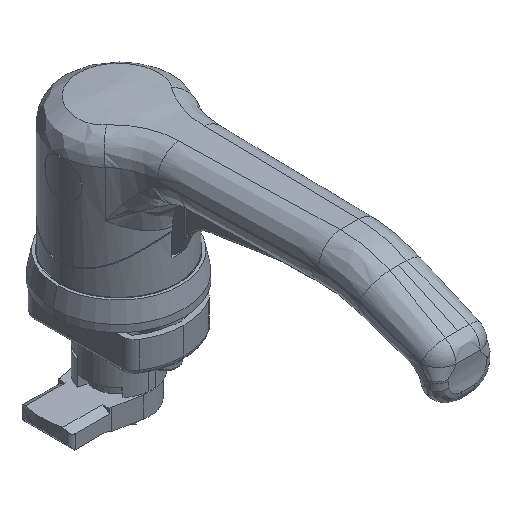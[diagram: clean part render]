
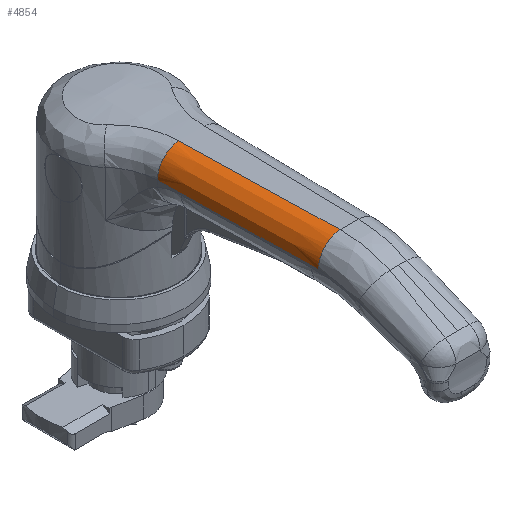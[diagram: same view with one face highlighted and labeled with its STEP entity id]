
A CAD part, isometric view. The second image highlights one B-rep face of the part: STEP entity #4854.
In plain terms, the highlighted free-form (B-spline) face has degree [2, 3] with [3, 4] control points.
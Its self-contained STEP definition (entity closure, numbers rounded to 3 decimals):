
#745 = CARTESIAN_POINT ( 'NONE',  ( -4.965, -53.747, 19.847 ) ) ;
#1099 = B_SPLINE_CURVE_WITH_KNOTS ( 'NONE', 3,
 ( #13237, #15305, #15387, #11377 ),
 .UNSPECIFIED., .F., .F.,
 ( 4, 4 ),
 ( 0., 1. ),
 .UNSPECIFIED. ) ;
#2970 = B_SPLINE_CURVE_WITH_KNOTS ( 'NONE', 3,
 ( #21085, #25279, #10601, #8813 ),
 .UNSPECIFIED., .F., .F.,
 ( 4, 4 ),
 ( 0., 1. ),
 .UNSPECIFIED. ) ;
#3287 = CARTESIAN_POINT ( 'NONE',  ( -14.342, -53.941, 9.866 ) ) ;
#3352 = ORIENTED_EDGE ( 'NONE', *, *, #20774, .F. ) ;
#3840 = EDGE_LOOP ( 'NONE', ( #22262, #3352, #19433, #19684 ) ) ;
#4854 = ADVANCED_FACE ( 'NONE', ( #6857 ), #14230, .T. ) ;
#5164 = CARTESIAN_POINT ( 'NONE',  ( -14.78, -31.36, 9.836 ) ) ;
#5324 = CARTESIAN_POINT ( 'NONE',  ( -13.467, -99.092, 19.43 ) ) ;
#5774 =( BOUNDED_CURVE ( )  B_SPLINE_CURVE ( 2, ( #26325, #7653, #8244 ),
 .UNSPECIFIED., .F., .T. ) 
 B_SPLINE_CURVE_WITH_KNOTS ( ( 3, 3 ),
 ( 0., 1. ),
 .UNSPECIFIED. ) 
 CURVE ( )  GEOMETRIC_REPRESENTATION_ITEM ( )  RATIONAL_B_SPLINE_CURVE ( ( 1., 0.731, 1. ) ) 
 REPRESENTATION_ITEM ( '' )  );
#6857 = FACE_OUTER_BOUND ( 'NONE', #3840, .T. ) ;
#7653 = CARTESIAN_POINT ( 'NONE',  ( -14.78, -31.348, 19.175 ) ) ;
#7774 = CARTESIAN_POINT ( 'NONE',  ( -3.965, -98.907, 19.902 ) ) ;
#8244 = CARTESIAN_POINT ( 'NONE',  ( -14.78, -31.36, 9.836 ) ) ;
#8813 = CARTESIAN_POINT ( 'NONE',  ( -14.78, -31.36, 9.836 ) ) ;
#8855 =( BOUNDED_CURVE ( )  B_SPLINE_CURVE ( 2, ( #7774, #11938, #9794 ),
 .UNSPECIFIED., .F., .F. ) 
 B_SPLINE_CURVE_WITH_KNOTS ( ( 3, 3 ),
 ( 0., 1. ),
 .UNSPECIFIED. ) 
 CURVE ( )  GEOMETRIC_REPRESENTATION_ITEM ( )  RATIONAL_B_SPLINE_CURVE ( ( 1., 0.724, 1. ) ) 
 REPRESENTATION_ITEM ( '' )  );
#8872 = VERTEX_POINT ( 'NONE', #17625 ) ;
#9794 = CARTESIAN_POINT ( 'NONE',  ( -13.467, -99.101, 9.914 ) ) ;
#10580 = CARTESIAN_POINT ( 'NONE',  ( -4.465, -76.327, 19.877 ) ) ;
#10601 = CARTESIAN_POINT ( 'NONE',  ( -14.342, -53.941, 9.862 ) ) ;
#11019 = CARTESIAN_POINT ( 'NONE',  ( -3.965, -98.907, 19.902 ) ) ;
#11377 = CARTESIAN_POINT ( 'NONE',  ( -3.965, -98.907, 19.902 ) ) ;
#11938 = CARTESIAN_POINT ( 'NONE',  ( -13.467, -99.092, 19.43 ) ) ;
#13145 = CARTESIAN_POINT ( 'NONE',  ( -14.78, -31.348, 19.175 ) ) ;
#13237 = CARTESIAN_POINT ( 'NONE',  ( -5.465, -31.167, 19.813 ) ) ;
#13375 = VERTEX_POINT ( 'NONE', #14840 ) ;
#13491 = CARTESIAN_POINT ( 'NONE',  ( -13.467, -99.101, 9.914 ) ) ;
#14230 =( BOUNDED_SURFACE ( )  B_SPLINE_SURFACE ( 2, 3, ( 
 ( #24506, #745, #10580, #11019 ),
 ( #13145, #15558, #21509, #5324 ),
 ( #5164, #3287, #23546, #13491 ) ),
 .UNSPECIFIED., .F., .F., .F. ) 
 B_SPLINE_SURFACE_WITH_KNOTS ( ( 3, 3 ),
 ( 4, 4 ),
 ( 0., 1. ),
 ( 0.011, 0.079 ),
 .UNSPECIFIED. ) 
 GEOMETRIC_REPRESENTATION_ITEM ( )  RATIONAL_B_SPLINE_SURFACE ( (
 ( 1., 1., 1., 1.),
 ( 0.731, 0.729, 0.727, 0.724),
 ( 1., 1., 1., 1.) ) ) 
 REPRESENTATION_ITEM ( '' )  SURFACE ( )  );
#14840 = CARTESIAN_POINT ( 'NONE',  ( -13.467, -99.101, 9.914 ) ) ;
#15305 = CARTESIAN_POINT ( 'NONE',  ( -4.965, -53.747, 19.847 ) ) ;
#15387 = CARTESIAN_POINT ( 'NONE',  ( -4.465, -76.327, 19.877 ) ) ;
#15558 = CARTESIAN_POINT ( 'NONE',  ( -14.341, -53.995, 19.264 ) ) ;
#16215 = VERTEX_POINT ( 'NONE', #25271 ) ;
#17625 = CARTESIAN_POINT ( 'NONE',  ( -5.465, -31.167, 19.813 ) ) ;
#19433 = ORIENTED_EDGE ( 'NONE', *, *, #21773, .F. ) ;
#19684 = ORIENTED_EDGE ( 'NONE', *, *, #26318, .F. ) ;
#19786 = VERTEX_POINT ( 'NONE', #22076 ) ;
#20774 = EDGE_CURVE ( 'NONE', #13375, #16215, #2970, .T. ) ;
#21085 = CARTESIAN_POINT ( 'NONE',  ( -13.467, -99.101, 9.914 ) ) ;
#21509 = CARTESIAN_POINT ( 'NONE',  ( -13.904, -76.577, 19.349 ) ) ;
#21773 = EDGE_CURVE ( 'NONE', #19786, #13375, #8855, .T. ) ;
#22076 = CARTESIAN_POINT ( 'NONE',  ( -3.965, -98.907, 19.902 ) ) ;
#22262 = ORIENTED_EDGE ( 'NONE', *, *, #24422, .T. ) ;
#23546 = CARTESIAN_POINT ( 'NONE',  ( -13.905, -76.521, 9.892 ) ) ;
#24422 = EDGE_CURVE ( 'NONE', #8872, #16215, #5774, .T. ) ;
#24506 = CARTESIAN_POINT ( 'NONE',  ( -5.465, -31.167, 19.813 ) ) ;
#25271 = CARTESIAN_POINT ( 'NONE',  ( -14.78, -31.36, 9.836 ) ) ;
#25279 = CARTESIAN_POINT ( 'NONE',  ( -13.905, -76.521, 9.888 ) ) ;
#26318 = EDGE_CURVE ( 'NONE', #8872, #19786, #1099, .T. ) ;
#26325 = CARTESIAN_POINT ( 'NONE',  ( -5.465, -31.167, 19.813 ) ) ;
